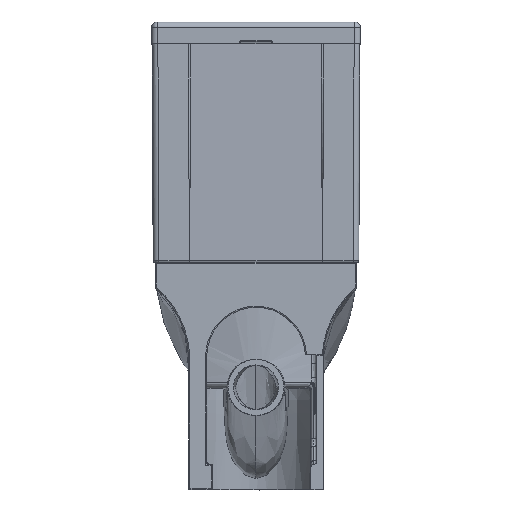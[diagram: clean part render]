
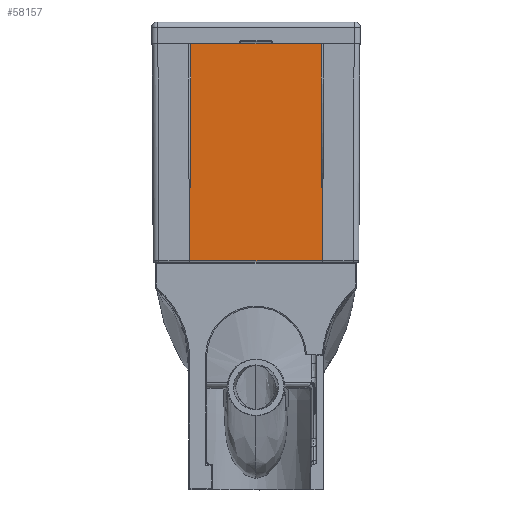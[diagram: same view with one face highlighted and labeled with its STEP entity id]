
A CAD part, top view. The second image highlights one B-rep face of the part: STEP entity #58157.
In plain terms, the highlighted face is planar.
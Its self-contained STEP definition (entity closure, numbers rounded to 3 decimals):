
#1796 = LINE ( 'NONE', #66574, #36823 ) ;
#2779 = B_SPLINE_CURVE_WITH_KNOTS ( 'NONE', 3,
 ( #57970, #4565, #30592, #63317 ),
 .UNSPECIFIED., .F., .F.,
 ( 4, 4 ),
 ( 0., 0. ),
 .UNSPECIFIED. ) ;
#4565 = CARTESIAN_POINT ( 'NONE',  ( 118.483, 387.031, -71.538 ) ) ;
#8789 = CARTESIAN_POINT ( 'NONE',  ( -116.3, 0., -76.5 ) ) ;
#9077 = VERTEX_POINT ( 'NONE', #8789 ) ;
#9545 = VERTEX_POINT ( 'NONE', #60758 ) ;
#11168 = EDGE_CURVE ( 'NONE', #21823, #56867, #56877, .T. ) ;
#14273 = B_SPLINE_CURVE_WITH_KNOTS ( 'NONE', 3,
 ( #19487, #34801, #30526, #24825 ),
 .UNSPECIFIED., .F., .F.,
 ( 4, 4 ),
 ( 0., 0. ),
 .UNSPECIFIED. ) ;
#15173 = DIRECTION ( 'NONE',  ( -0.006, 1., 0.013 ) ) ;
#16436 = EDGE_CURVE ( 'NONE', #63336, #56867, #2779, .T. ) ;
#19225 = CARTESIAN_POINT ( 'NONE',  ( 116.3, 0., -76.5 ) ) ;
#19291 = ORIENTED_EDGE ( 'NONE', *, *, #11168, .F. ) ;
#19487 = CARTESIAN_POINT ( 'NONE',  ( -118.483, 387.017, -71.538 ) ) ;
#20405 = ORIENTED_EDGE ( 'NONE', *, *, #63958, .T. ) ;
#21733 = EDGE_CURVE ( 'NONE', #21823, #9077, #1796, .T. ) ;
#21823 = VERTEX_POINT ( 'NONE', #19225 ) ;
#22587 = EDGE_CURVE ( 'NONE', #30087, #9545, #14273, .T. ) ;
#23995 = EDGE_LOOP ( 'NONE', ( #55618, #20405, #28060, #19291, #66002, #50553 ) ) ;
#24745 = EDGE_CURVE ( 'NONE', #9077, #30087, #52184, .T. ) ;
#24825 = CARTESIAN_POINT ( 'NONE',  ( -118.483, 387.038, -71.538 ) ) ;
#25388 = AXIS2_PLACEMENT_3D ( 'NONE', #26495, #32184, #53892 ) ;
#25572 = DIRECTION ( 'NONE',  ( 0.006, 1., 0.013 ) ) ;
#26495 = CARTESIAN_POINT ( 'NONE',  ( 0., 0.981, -76.487 ) ) ;
#28060 = ORIENTED_EDGE ( 'NONE', *, *, #16436, .T. ) ;
#30087 = VERTEX_POINT ( 'NONE', #32309 ) ;
#30526 = CARTESIAN_POINT ( 'NONE',  ( -118.483, 387.031, -71.538 ) ) ;
#30592 = CARTESIAN_POINT ( 'NONE',  ( 118.483, 387.024, -71.538 ) ) ;
#32184 = DIRECTION ( 'NONE',  ( 0., -0.013, 1. ) ) ;
#32309 = CARTESIAN_POINT ( 'NONE',  ( -118.483, 387.017, -71.538 ) ) ;
#34491 = VECTOR ( 'NONE', #25572, 1000. ) ;
#34801 = CARTESIAN_POINT ( 'NONE',  ( -118.483, 387.024, -71.538 ) ) ;
#35112 = CARTESIAN_POINT ( 'NONE',  ( 118.5, 387.038, -71.538 ) ) ;
#36823 = VECTOR ( 'NONE', #45221, 1000. ) ;
#37511 = VECTOR ( 'NONE', #15173, 1000. ) ;
#38917 = CARTESIAN_POINT ( 'NONE',  ( 118.483, 387.017, -71.538 ) ) ;
#45221 = DIRECTION ( 'NONE',  ( -1., 0., 0. ) ) ;
#48208 = PLANE ( 'NONE',  #25388 ) ;
#50553 = ORIENTED_EDGE ( 'NONE', *, *, #24745, .T. ) ;
#51839 = CARTESIAN_POINT ( 'NONE',  ( -116.3, 0., -76.5 ) ) ;
#52184 = LINE ( 'NONE', #51839, #37511 ) ;
#53892 = DIRECTION ( 'NONE',  ( 0., -1., -0.013 ) ) ;
#55618 = ORIENTED_EDGE ( 'NONE', *, *, #22587, .T. ) ;
#56867 = VERTEX_POINT ( 'NONE', #38917 ) ;
#56877 = LINE ( 'NONE', #57230, #34491 ) ;
#57230 = CARTESIAN_POINT ( 'NONE',  ( 117.4, 195., -74. ) ) ;
#57881 = LINE ( 'NONE', #35112, #65252 ) ;
#57970 = CARTESIAN_POINT ( 'NONE',  ( 118.483, 387.038, -71.538 ) ) ;
#58157 = ADVANCED_FACE ( 'NONE', ( #69892 ), #48208, .F. ) ;
#60758 = CARTESIAN_POINT ( 'NONE',  ( -118.483, 387.038, -71.538 ) ) ;
#63317 = CARTESIAN_POINT ( 'NONE',  ( 118.483, 387.017, -71.538 ) ) ;
#63336 = VERTEX_POINT ( 'NONE', #64842 ) ;
#63958 = EDGE_CURVE ( 'NONE', #9545, #63336, #57881, .T. ) ;
#64842 = CARTESIAN_POINT ( 'NONE',  ( 118.483, 387.038, -71.538 ) ) ;
#65252 = VECTOR ( 'NONE', #68541, 1000. ) ;
#66002 = ORIENTED_EDGE ( 'NONE', *, *, #21733, .T. ) ;
#66574 = CARTESIAN_POINT ( 'NONE',  ( -185., 0., -76.5 ) ) ;
#68541 = DIRECTION ( 'NONE',  ( 1., 0., 0. ) ) ;
#69892 = FACE_OUTER_BOUND ( 'NONE', #23995, .T. ) ;
